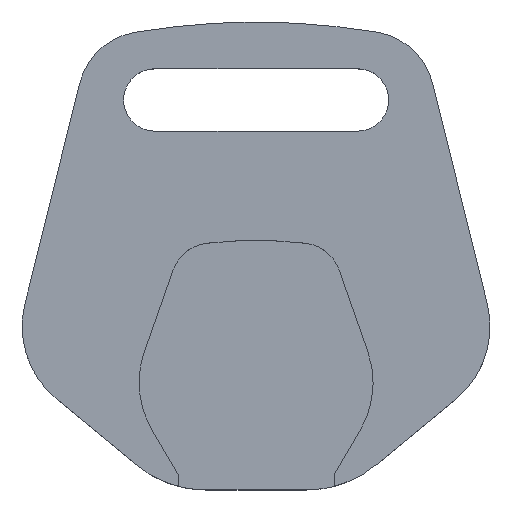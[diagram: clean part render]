
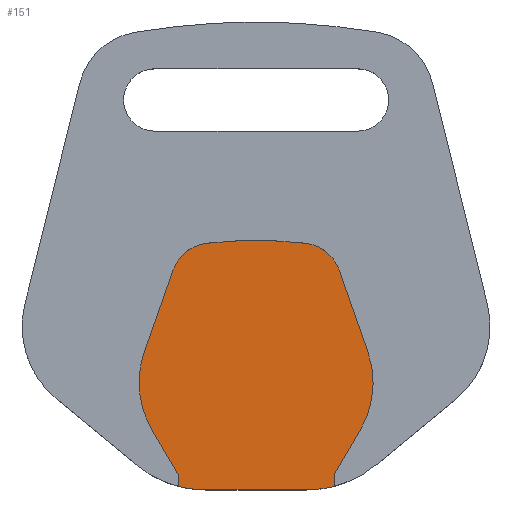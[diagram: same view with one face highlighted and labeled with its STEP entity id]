
A CAD part, top view. The second image highlights one B-rep face of the part: STEP entity #151.
In plain terms, the highlighted planar face has unit normal (0, 0, 1).
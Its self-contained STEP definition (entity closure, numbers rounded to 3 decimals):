
#19 = VECTOR ( 'NONE', #7084, 1000. ) ;
#72 = CARTESIAN_POINT ( 'NONE',  ( -5., -14., -2. ) ) ;
#78 = CARTESIAN_POINT ( 'NONE',  ( 5., -14., -2. ) ) ;
#151 = ADVANCED_FACE ( 'NONE', ( #4043 ), #4707, .F. ) ;
#192 = AXIS2_PLACEMENT_3D ( 'NONE', #3515, #6943, #6232 ) ;
#204 = CIRCLE ( 'NONE', #8759, 2.61 ) ;
#439 = CARTESIAN_POINT ( 'NONE',  ( -5., -14.773, -2. ) ) ;
#600 = ORIENTED_EDGE ( 'NONE', *, *, #2548, .F. ) ;
#649 = ORIENTED_EDGE ( 'NONE', *, *, #1228, .T. ) ;
#781 = DIRECTION ( 'NONE',  ( 1., 0., 0. ) ) ;
#814 = VECTOR ( 'NONE', #4028, 1000. ) ;
#815 = ORIENTED_EDGE ( 'NONE', *, *, #5681, .F. ) ;
#834 = CARTESIAN_POINT ( 'NONE',  ( -7.5, -8.126, -2. ) ) ;
#868 = CARTESIAN_POINT ( 'NONE',  ( 3.173, 0.814, -2. ) ) ;
#899 = EDGE_CURVE ( 'NONE', #2007, #1097, #1871, .T. ) ;
#993 = CARTESIAN_POINT ( 'NONE',  ( -5., -16., -2. ) ) ;
#1033 = CIRCLE ( 'NONE', #7457, 7. ) ;
#1097 = VERTEX_POINT ( 'NONE', #5314 ) ;
#1142 = VERTEX_POINT ( 'NONE', #8041 ) ;
#1208 = DIRECTION ( 'NONE',  ( 0.331, 0.944, 0. ) ) ;
#1228 = EDGE_CURVE ( 'NONE', #6208, #5318, #5330, .T. ) ;
#1273 = DIRECTION ( 'NONE',  ( 1., 0., 0. ) ) ;
#1341 = DIRECTION ( 'NONE',  ( 0.331, -0.944, 0. ) ) ;
#1348 = AXIS2_PLACEMENT_3D ( 'NONE', #3329, #1982, #1273 ) ;
#1375 = CARTESIAN_POINT ( 'NONE',  ( 5., -14., -2. ) ) ;
#1539 = AXIS2_PLACEMENT_3D ( 'NONE', #4169, #8809, #5512 ) ;
#1635 = EDGE_CURVE ( 'NONE', #6208, #2515, #6444, .T. ) ;
#1676 = ORIENTED_EDGE ( 'NONE', *, *, #2659, .T. ) ;
#1802 = VERTEX_POINT ( 'NONE', #6879 ) ;
#1815 = VERTEX_POINT ( 'NONE', #4262 ) ;
#1856 = EDGE_CURVE ( 'NONE', #2515, #2441, #7009, .T. ) ;
#1871 = LINE ( 'NONE', #4013, #7069 ) ;
#1982 = DIRECTION ( 'NONE',  ( 0., 0., -1. ) ) ;
#2007 = VERTEX_POINT ( 'NONE', #6396 ) ;
#2081 = DIRECTION ( 'NONE',  ( 0., 0., -1. ) ) ;
#2184 = CARTESIAN_POINT ( 'NONE',  ( -3.23, -15., -2. ) ) ;
#2285 = ORIENTED_EDGE ( 'NONE', *, *, #3115, .F. ) ;
#2325 = CARTESIAN_POINT ( 'NONE',  ( 7.163, -6.143, -2. ) ) ;
#2434 = CARTESIAN_POINT ( 'NONE',  ( -1.5, -8.126, -2. ) ) ;
#2441 = VERTEX_POINT ( 'NONE', #3291 ) ;
#2515 = VERTEX_POINT ( 'NONE', #72 ) ;
#2548 = EDGE_CURVE ( 'NONE', #6648, #1802, #8162, .T. ) ;
#2549 = LINE ( 'NONE', #5232, #5890 ) ;
#2659 = EDGE_CURVE ( 'NONE', #1815, #6085, #1033, .T. ) ;
#2667 = CARTESIAN_POINT ( 'NONE',  ( -2.868, -1.778, -2. ) ) ;
#2769 = AXIS2_PLACEMENT_3D ( 'NONE', #2434, #6416, #5124 ) ;
#2778 = VECTOR ( 'NONE', #4228, 1000. ) ;
#2824 = CIRCLE ( 'NONE', #1539, 6. ) ;
#2924 = CARTESIAN_POINT ( 'NONE',  ( 5., -14., -2. ) ) ;
#3070 = DIRECTION ( 'NONE',  ( 0., 0., -1. ) ) ;
#3115 = EDGE_CURVE ( 'NONE', #1802, #7571, #2549, .T. ) ;
#3233 = ORIENTED_EDGE ( 'NONE', *, *, #3662, .F. ) ;
#3291 = CARTESIAN_POINT ( 'NONE',  ( -6.667, -11.176, -2. ) ) ;
#3329 = CARTESIAN_POINT ( 'NONE',  ( -2.868, -1.778, -2. ) ) ;
#3390 = DIRECTION ( 'NONE',  ( 1., 0., 0. ) ) ;
#3515 = CARTESIAN_POINT ( 'NONE',  ( -3.23, -8., -2. ) ) ;
#3662 = EDGE_CURVE ( 'NONE', #2441, #6473, #6045, .T. ) ;
#3740 = CARTESIAN_POINT ( 'NONE',  ( 0., -26.203, -2. ) ) ;
#3764 = VECTOR ( 'NONE', #8453, 1000. ) ;
#3787 = DIRECTION ( 'NONE',  ( 0., 0., -1. ) ) ;
#4013 = CARTESIAN_POINT ( 'NONE',  ( -5.332, -0.915, -2. ) ) ;
#4028 = DIRECTION ( 'NONE',  ( 1., 0., 0. ) ) ;
#4043 = FACE_OUTER_BOUND ( 'NONE', #5279, .T. ) ;
#4121 = DIRECTION ( 'NONE',  ( -0.508, 0.861, 0. ) ) ;
#4131 = EDGE_CURVE ( 'NONE', #1097, #1142, #204, .T. ) ;
#4169 = CARTESIAN_POINT ( 'NONE',  ( 1.5, -8.126, -2. ) ) ;
#4228 = DIRECTION ( 'NONE',  ( 0., -1., 0. ) ) ;
#4234 = ORIENTED_EDGE ( 'NONE', *, *, #1635, .F. ) ;
#4239 = DIRECTION ( 'NONE',  ( 1., 0., 0. ) ) ;
#4249 = EDGE_CURVE ( 'NONE', #6473, #2007, #5635, .T. ) ;
#4262 = CARTESIAN_POINT ( 'NONE',  ( 3.23, -15., -2. ) ) ;
#4322 = VECTOR ( 'NONE', #4121, 1000. ) ;
#4447 = ORIENTED_EDGE ( 'NONE', *, *, #6088, .T. ) ;
#4556 = EDGE_CURVE ( 'NONE', #8105, #6085, #7076, .T. ) ;
#4604 = AXIS2_PLACEMENT_3D ( 'NONE', #4807, #2081, #8117 ) ;
#4707 = PLANE ( 'NONE',  #1348 ) ;
#4789 = CARTESIAN_POINT ( 'NONE',  ( -5., -14., -2. ) ) ;
#4807 = CARTESIAN_POINT ( 'NONE',  ( 2.868, -1.778, -2. ) ) ;
#4837 = CARTESIAN_POINT ( 'NONE',  ( 6.667, -11.176, -2. ) ) ;
#4862 = ORIENTED_EDGE ( 'NONE', *, *, #899, .F. ) ;
#5085 = CARTESIAN_POINT ( 'NONE',  ( -1.5, -8.126, -2. ) ) ;
#5124 = DIRECTION ( 'NONE',  ( 1., 0., 0. ) ) ;
#5126 = DIRECTION ( 'NONE',  ( 1., 0., 0. ) ) ;
#5232 = CARTESIAN_POINT ( 'NONE',  ( 5.332, -0.915, -2. ) ) ;
#5279 = EDGE_LOOP ( 'NONE', ( #4234, #649, #4447, #1676, #5440, #8340, #815, #2285, #600, #6452, #5650, #4862, #5788, #3233, #5350 ) ) ;
#5314 = CARTESIAN_POINT ( 'NONE',  ( -5.332, -0.915, -2. ) ) ;
#5318 = VERTEX_POINT ( 'NONE', #2184 ) ;
#5330 = CIRCLE ( 'NONE', #192, 7. ) ;
#5350 = ORIENTED_EDGE ( 'NONE', *, *, #1856, .F. ) ;
#5391 = CARTESIAN_POINT ( 'NONE',  ( 3.23, -8., -2. ) ) ;
#5440 = ORIENTED_EDGE ( 'NONE', *, *, #4556, .F. ) ;
#5512 = DIRECTION ( 'NONE',  ( -1., 0., 0. ) ) ;
#5622 = LINE ( 'NONE', #78, #19 ) ;
#5635 = CIRCLE ( 'NONE', #7920, 6. ) ;
#5650 = ORIENTED_EDGE ( 'NONE', *, *, #4131, .F. ) ;
#5681 = EDGE_CURVE ( 'NONE', #7571, #7332, #2824, .T. ) ;
#5735 = AXIS2_PLACEMENT_3D ( 'NONE', #3740, #3787, #5126 ) ;
#5788 = ORIENTED_EDGE ( 'NONE', *, *, #4249, .F. ) ;
#5890 = VECTOR ( 'NONE', #1341, 1000. ) ;
#6045 = CIRCLE ( 'NONE', #2769, 6. ) ;
#6085 = VERTEX_POINT ( 'NONE', #6660 ) ;
#6088 = EDGE_CURVE ( 'NONE', #5318, #1815, #7560, .T. ) ;
#6124 = CARTESIAN_POINT ( 'NONE',  ( 0., -15., -2. ) ) ;
#6208 = VERTEX_POINT ( 'NONE', #439 ) ;
#6232 = DIRECTION ( 'NONE',  ( 1., 0., 0. ) ) ;
#6396 = CARTESIAN_POINT ( 'NONE',  ( -7.163, -6.143, -2. ) ) ;
#6416 = DIRECTION ( 'NONE',  ( 0., 0., -1. ) ) ;
#6444 = LINE ( 'NONE', #993, #3764 ) ;
#6452 = ORIENTED_EDGE ( 'NONE', *, *, #8395, .F. ) ;
#6473 = VERTEX_POINT ( 'NONE', #834 ) ;
#6648 = VERTEX_POINT ( 'NONE', #868 ) ;
#6660 = CARTESIAN_POINT ( 'NONE',  ( 5., -14.773, -2. ) ) ;
#6879 = CARTESIAN_POINT ( 'NONE',  ( 5.332, -0.915, -2. ) ) ;
#6899 = DIRECTION ( 'NONE',  ( 0., 0., 1. ) ) ;
#6943 = DIRECTION ( 'NONE',  ( 0., 0., 1. ) ) ;
#7009 = LINE ( 'NONE', #4789, #4322 ) ;
#7069 = VECTOR ( 'NONE', #1208, 1000. ) ;
#7076 = LINE ( 'NONE', #2924, #2778 ) ;
#7084 = DIRECTION ( 'NONE',  ( -0.508, -0.861, 0. ) ) ;
#7332 = VERTEX_POINT ( 'NONE', #4837 ) ;
#7457 = AXIS2_PLACEMENT_3D ( 'NONE', #5391, #6899, #781 ) ;
#7560 = LINE ( 'NONE', #6124, #814 ) ;
#7571 = VERTEX_POINT ( 'NONE', #2325 ) ;
#7875 = CIRCLE ( 'NONE', #5735, 27.203 ) ;
#7920 = AXIS2_PLACEMENT_3D ( 'NONE', #5085, #3070, #4239 ) ;
#8041 = CARTESIAN_POINT ( 'NONE',  ( -3.173, 0.814, -2. ) ) ;
#8105 = VERTEX_POINT ( 'NONE', #1375 ) ;
#8117 = DIRECTION ( 'NONE',  ( -1., 0., 0. ) ) ;
#8162 = CIRCLE ( 'NONE', #4604, 2.61 ) ;
#8225 = EDGE_CURVE ( 'NONE', #7332, #8105, #5622, .T. ) ;
#8253 = DIRECTION ( 'NONE',  ( 0., 0., -1. ) ) ;
#8340 = ORIENTED_EDGE ( 'NONE', *, *, #8225, .F. ) ;
#8395 = EDGE_CURVE ( 'NONE', #1142, #6648, #7875, .T. ) ;
#8453 = DIRECTION ( 'NONE',  ( 0., 1., 0. ) ) ;
#8759 = AXIS2_PLACEMENT_3D ( 'NONE', #2667, #8253, #3390 ) ;
#8809 = DIRECTION ( 'NONE',  ( 0., 0., -1. ) ) ;
